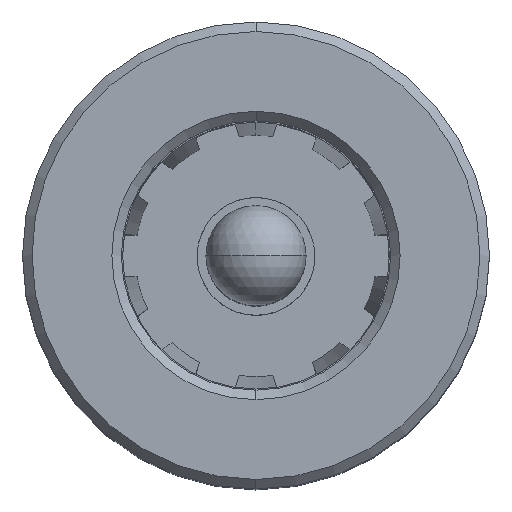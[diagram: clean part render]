
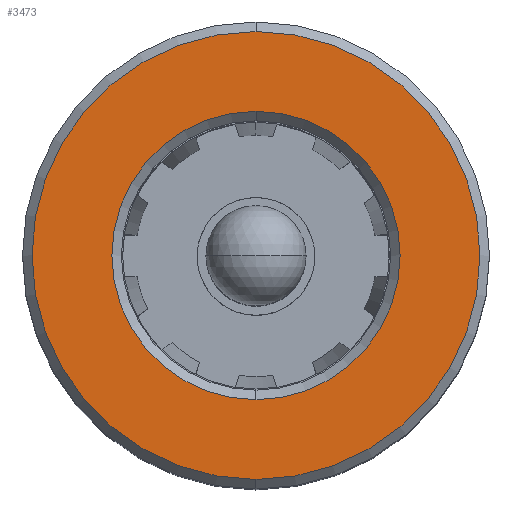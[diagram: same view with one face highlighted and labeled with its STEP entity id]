
A CAD part, top view. The second image highlights one B-rep face of the part: STEP entity #3473.
In plain terms, the highlighted face is planar.
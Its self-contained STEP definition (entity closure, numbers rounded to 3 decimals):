
#357 = DIRECTION ( 'NONE',  ( 0., 0., 1. ) ) ;
#607 = VERTEX_POINT ( 'NONE', #3986 ) ;
#657 = CIRCLE ( 'NONE', #1640, 4.7 ) ;
#698 = ORIENTED_EDGE ( 'NONE', *, *, #3675, .T. ) ;
#930 = ORIENTED_EDGE ( 'NONE', *, *, #5513, .T. ) ;
#1346 = EDGE_LOOP ( 'NONE', ( #930, #698 ) ) ;
#1628 = CARTESIAN_POINT ( 'NONE',  ( 1., 0., 0. ) ) ;
#1640 = AXIS2_PLACEMENT_3D ( 'NONE', #1628, #2556, #4958 ) ;
#1673 = AXIS2_PLACEMENT_3D ( 'NONE', #4850, #2898, #4830 ) ;
#1724 = VERTEX_POINT ( 'NONE', #5612 ) ;
#1739 = AXIS2_PLACEMENT_3D ( 'NONE', #1781, #3209, #357 ) ;
#1743 = DIRECTION ( 'NONE',  ( 1., 0., 0. ) ) ;
#1781 = CARTESIAN_POINT ( 'NONE',  ( 1., 2.825, 0. ) ) ;
#1866 = EDGE_CURVE ( 'NONE', #607, #5165, #2285, .T. ) ;
#2285 = CIRCLE ( 'NONE', #1673, 4.7 ) ;
#2290 = DIRECTION ( 'NONE',  ( 0., 0., 1. ) ) ;
#2416 = EDGE_LOOP ( 'NONE', ( #3374, #3163 ) ) ;
#2556 = DIRECTION ( 'NONE',  ( -1., 0., 0. ) ) ;
#2632 = AXIS2_PLACEMENT_3D ( 'NONE', #6059, #5105, #2290 ) ;
#2748 = CIRCLE ( 'NONE', #2632, 3.025 ) ;
#2764 = DIRECTION ( 'NONE',  ( 0., 0., 1. ) ) ;
#2862 = CARTESIAN_POINT ( 'NONE',  ( 1., 0., 3.025 ) ) ;
#2898 = DIRECTION ( 'NONE',  ( -1., 0., 0. ) ) ;
#3163 = ORIENTED_EDGE ( 'NONE', *, *, #1866, .T. ) ;
#3203 = CARTESIAN_POINT ( 'NONE',  ( 1., 0., 0. ) ) ;
#3209 = DIRECTION ( 'NONE',  ( -1., 0., 0. ) ) ;
#3374 = ORIENTED_EDGE ( 'NONE', *, *, #5783, .T. ) ;
#3473 = ADVANCED_FACE ( 'NONE', ( #4070, #3474 ), #4156, .T. ) ;
#3474 = FACE_BOUND ( 'NONE', #1346, .T. ) ;
#3675 = EDGE_CURVE ( 'NONE', #1724, #6156, #4955, .T. ) ;
#3919 = CARTESIAN_POINT ( 'NONE',  ( 1., 0., -4.7 ) ) ;
#3986 = CARTESIAN_POINT ( 'NONE',  ( 1., 0., 4.7 ) ) ;
#4070 = FACE_OUTER_BOUND ( 'NONE', #2416, .T. ) ;
#4156 = PLANE ( 'NONE',  #1739 ) ;
#4830 = DIRECTION ( 'NONE',  ( 0., 0., 1. ) ) ;
#4850 = CARTESIAN_POINT ( 'NONE',  ( 1., 0., 0. ) ) ;
#4955 = CIRCLE ( 'NONE', #5429, 3.025 ) ;
#4958 = DIRECTION ( 'NONE',  ( 0., 0., 1. ) ) ;
#5105 = DIRECTION ( 'NONE',  ( 1., 0., 0. ) ) ;
#5165 = VERTEX_POINT ( 'NONE', #3919 ) ;
#5429 = AXIS2_PLACEMENT_3D ( 'NONE', #3203, #1743, #2764 ) ;
#5513 = EDGE_CURVE ( 'NONE', #6156, #1724, #2748, .T. ) ;
#5612 = CARTESIAN_POINT ( 'NONE',  ( 1., 0., -3.025 ) ) ;
#5783 = EDGE_CURVE ( 'NONE', #5165, #607, #657, .T. ) ;
#6059 = CARTESIAN_POINT ( 'NONE',  ( 1., 0., 0. ) ) ;
#6156 = VERTEX_POINT ( 'NONE', #2862 ) ;
